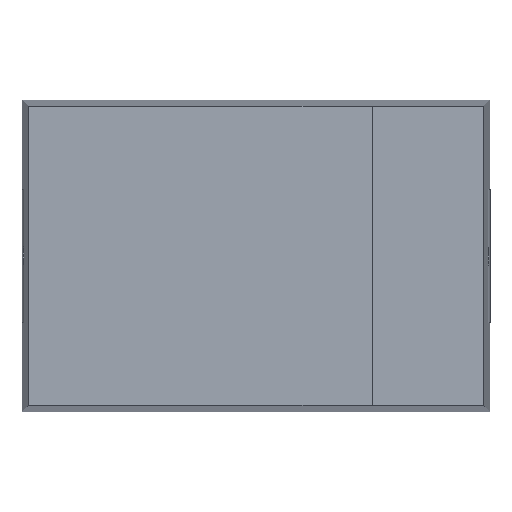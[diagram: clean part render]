
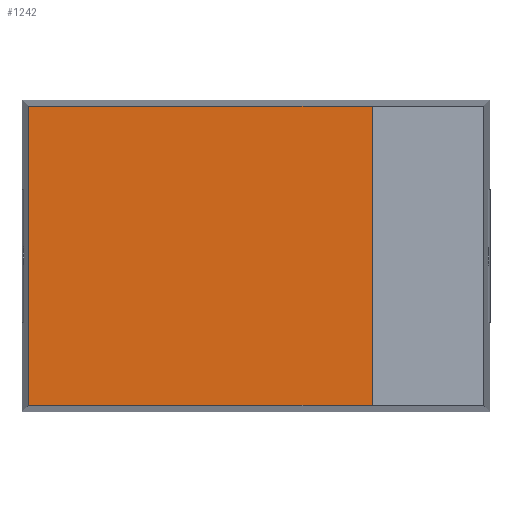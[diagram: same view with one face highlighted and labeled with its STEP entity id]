
A CAD part, top view. The second image highlights one B-rep face of the part: STEP entity #1242.
In plain terms, the highlighted planar face has unit normal (0, 0, 1).
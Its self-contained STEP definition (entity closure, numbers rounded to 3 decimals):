
#36=LINE('',#1814,#177);
#61=LINE('',#1866,#202);
#64=LINE('',#1871,#205);
#68=LINE('',#1877,#209);
#177=VECTOR('',#1460,10.);
#202=VECTOR('',#1505,10.);
#205=VECTOR('',#1510,10.);
#209=VECTOR('',#1516,10.);
#331=PLANE('',#1356);
#392=FACE_OUTER_BOUND('',#463,.T.);
#463=EDGE_LOOP('',(#906,#907,#908,#909));
#554=VERTEX_POINT('',#1812);
#555=VERTEX_POINT('',#1813);
#571=VERTEX_POINT('',#1863);
#572=VERTEX_POINT('',#1865);
#670=EDGE_CURVE('',#554,#555,#36,.T.);
#695=EDGE_CURVE('',#571,#572,#61,.T.);
#698=EDGE_CURVE('',#572,#555,#64,.T.);
#702=EDGE_CURVE('',#554,#571,#68,.T.);
#906=ORIENTED_EDGE('',*,*,#670,.T.);
#907=ORIENTED_EDGE('',*,*,#698,.F.);
#908=ORIENTED_EDGE('',*,*,#695,.F.);
#909=ORIENTED_EDGE('',*,*,#702,.F.);
#1242=ADVANCED_FACE('',(#392),#331,.T.);
#1356=AXIS2_PLACEMENT_3D('',#1876,#1514,#1515);
#1460=DIRECTION('',(0.,1.,0.));
#1505=DIRECTION('',(0.,1.,0.));
#1510=DIRECTION('',(1.,0.,0.));
#1514=DIRECTION('center_axis',(0.,0.,1.));
#1515=DIRECTION('ref_axis',(1.,0.,0.));
#1516=DIRECTION('',(-1.,0.,0.));
#1812=CARTESIAN_POINT('',(0.521,-0.671,1.1));
#1813=CARTESIAN_POINT('',(0.521,0.671,1.1));
#1814=CARTESIAN_POINT('',(0.521,-0.336,1.1));
#1863=CARTESIAN_POINT('',(-1.021,-0.671,1.1));
#1865=CARTESIAN_POINT('',(-1.021,0.671,1.1));
#1866=CARTESIAN_POINT('',(-1.021,0.35,1.1));
#1871=CARTESIAN_POINT('',(0.525,0.671,1.1));
#1876=CARTESIAN_POINT('Origin',(0.,0.,1.1));
#1877=CARTESIAN_POINT('',(-0.525,-0.671,1.1));
